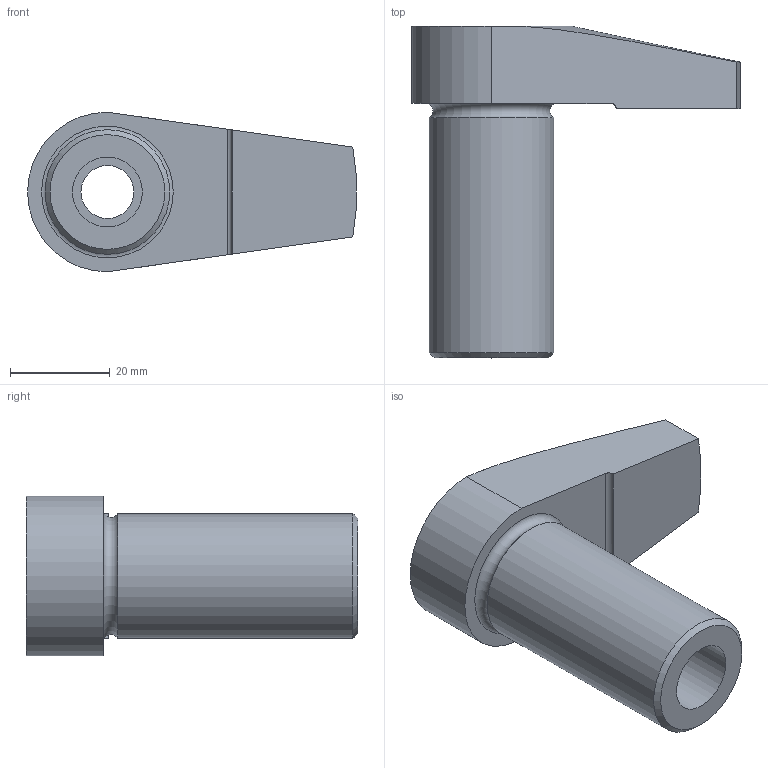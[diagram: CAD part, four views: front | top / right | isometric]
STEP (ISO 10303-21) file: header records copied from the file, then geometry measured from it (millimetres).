
FILE_DESCRIPTION( ( 'STEP AP214' ), '1' );
FILE_NAME( 'K0012.510.stp', '2020-11-24T14:39:15', ( '' ), ( '' ), ' ', 'PARTsolutions', ' ' );
FILE_SCHEMA( ( 'AUTOMOTIVE_DESIGN { 1 0 10303 214 1 1 1 1 }' ) );
Length unit declared in the file: millimetre
Products named in the file (1): _K0012.510
Bounding box: 65.91 x 66.5 x 32 mm (x, y, z)
Volume: 40190.7 mm3; surface area: 11937.2 mm2
Topology: 1 solids, 1 shells, 16 faces, 34 edges, 22 vertices
Faces by surface type: plane 7, cylinder 6, cone 2, torus 1
Full cylindrical faces by diameter (mm): 10.6 x1, 14 x1, 25 x1
Entity records: 582 total; most frequent: CARTESIAN_POINT 94, DIRECTION 76, ORIENTED_EDGE 58, AXIS2_PLACEMENT_3D 32, EDGE_CURVE 29, EDGE_LOOP 25, VERTEX_POINT 22, FACE_OUTER_BOUND 20
